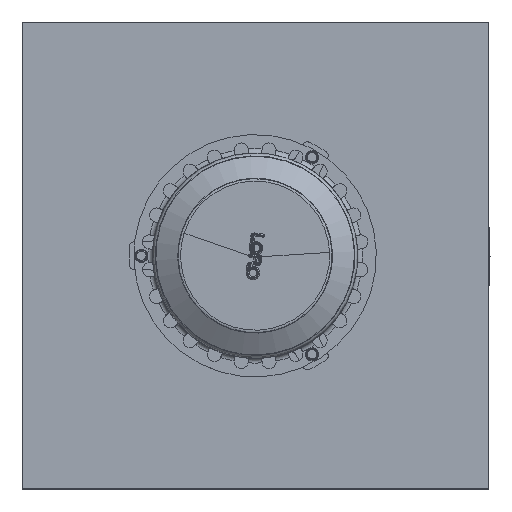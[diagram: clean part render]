
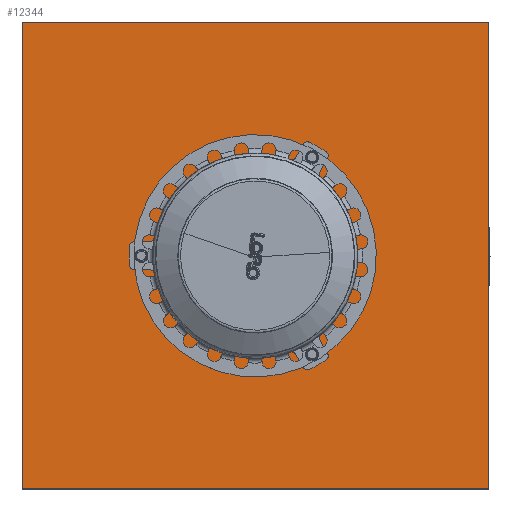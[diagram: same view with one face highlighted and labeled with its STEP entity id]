
A CAD part, top view. The second image highlights one B-rep face of the part: STEP entity #12344.
In plain terms, the highlighted planar face has unit normal (0, 0, 1).
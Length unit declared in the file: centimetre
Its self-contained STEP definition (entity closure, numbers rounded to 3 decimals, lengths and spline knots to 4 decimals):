
#491=FACE_BOUND('',#3257,.T.);
#588=PLANE('',#13149);
#992=LINE('',#18844,#1673);
#997=LINE('',#18854,#1678);
#998=LINE('',#18856,#1679);
#999=LINE('',#18857,#1680);
#1673=VECTOR('',#14888,1.);
#1678=VECTOR('',#14897,1.);
#1679=VECTOR('',#14898,1.);
#1680=VECTOR('',#14899,1.);
#2521=FACE_OUTER_BOUND('',#3256,.T.);
#3256=EDGE_LOOP('',(#8320,#8321,#8322,#8323));
#3257=EDGE_LOOP('',(#8324));
#4104=CIRCLE('',#13145,64.3137);
#4992=VERTEX_POINT('',#18834);
#4995=VERTEX_POINT('',#18841);
#4996=VERTEX_POINT('',#18843);
#4999=VERTEX_POINT('',#18853);
#5000=VERTEX_POINT('',#18855);
#6274=EDGE_CURVE('',#4992,#4992,#4104,.T.);
#6278=EDGE_CURVE('',#4996,#4995,#992,.T.);
#6283=EDGE_CURVE('',#4996,#4999,#997,.T.);
#6284=EDGE_CURVE('',#5000,#4995,#998,.T.);
#6285=EDGE_CURVE('',#4999,#5000,#999,.T.);
#8320=ORIENTED_EDGE('',*,*,#6283,.F.);
#8321=ORIENTED_EDGE('',*,*,#6278,.T.);
#8322=ORIENTED_EDGE('',*,*,#6284,.F.);
#8323=ORIENTED_EDGE('',*,*,#6285,.F.);
#8324=ORIENTED_EDGE('',*,*,#6274,.T.);
#12344=ADVANCED_FACE('',(#2521,#491),#588,.F.);
#13145=AXIS2_PLACEMENT_3D('',#18835,#14880,#14881);
#13149=AXIS2_PLACEMENT_3D('',#18852,#14895,#14896);
#14880=DIRECTION('center_axis',(0.,0.,-1.));
#14881=DIRECTION('ref_axis',(1.,0.,0.));
#14888=DIRECTION('',(0.,-1.,0.));
#14895=DIRECTION('center_axis',(0.,0.,-1.));
#14896=DIRECTION('ref_axis',(0.,-1.,0.));
#14897=DIRECTION('',(1.,0.,0.));
#14898=DIRECTION('',(-1.,0.,0.));
#14899=DIRECTION('',(0.,-1.,0.));
#18834=CARTESIAN_POINT('',(0.,-64.3137,287.8981));
#18835=CARTESIAN_POINT('Origin',(0.,0.,
287.8981));
#18841=CARTESIAN_POINT('',(-250.,-250.,287.8981));
#18843=CARTESIAN_POINT('',(-250.,250.,287.8981));
#18844=CARTESIAN_POINT('',(-250.,0.,287.8981));
#18852=CARTESIAN_POINT('Origin',(0.,0.,
287.8981));
#18853=CARTESIAN_POINT('',(250.,250.,287.8981));
#18854=CARTESIAN_POINT('',(0.,250.,287.8981));
#18855=CARTESIAN_POINT('',(250.,-250.,287.8981));
#18856=CARTESIAN_POINT('',(0.,-250.,287.8981));
#18857=CARTESIAN_POINT('',(250.,0.,287.8981));
